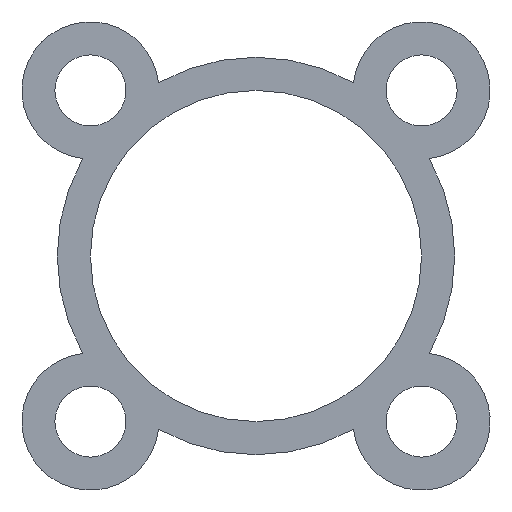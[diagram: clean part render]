
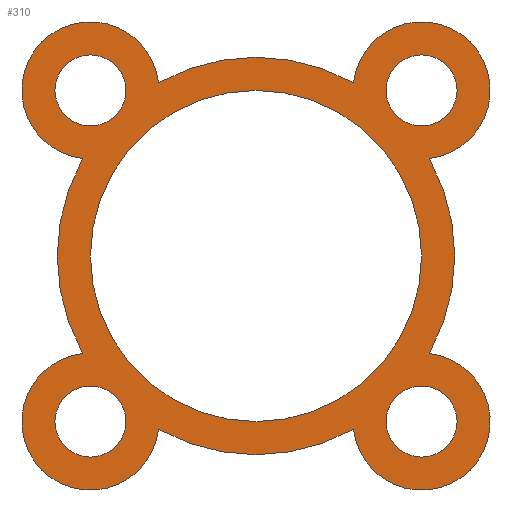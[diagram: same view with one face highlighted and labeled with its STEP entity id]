
A CAD part, front view. The second image highlights one B-rep face of the part: STEP entity #310.
In plain terms, the highlighted planar face has unit normal (0, -1, 0).
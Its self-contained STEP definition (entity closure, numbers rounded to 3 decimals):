
#30=FACE_BOUND('',#72,.T.);
#31=FACE_BOUND('',#73,.T.);
#32=FACE_BOUND('',#74,.T.);
#33=FACE_BOUND('',#75,.T.);
#34=FACE_BOUND('',#76,.T.);
#36=PLANE('',#374);
#51=FACE_OUTER_BOUND('',#71,.T.);
#71=EDGE_LOOP('',(#270,#271,#272,#273,#274,#275,#276,#277));
#72=EDGE_LOOP('',(#278));
#73=EDGE_LOOP('',(#279));
#74=EDGE_LOOP('',(#280));
#75=EDGE_LOOP('',(#281));
#76=EDGE_LOOP('',(#282));
#104=CIRCLE('',#336,1.5);
#106=CIRCLE('',#339,1.5);
#108=CIRCLE('',#342,1.5);
#110=CIRCLE('',#345,1.5);
#112=CIRCLE('',#348,7.);
#113=CIRCLE('',#350,8.399);
#115=CIRCLE('',#353,2.899);
#117=CIRCLE('',#356,8.399);
#119=CIRCLE('',#359,2.899);
#121=CIRCLE('',#362,8.399);
#123=CIRCLE('',#365,2.899);
#125=CIRCLE('',#368,8.399);
#127=CIRCLE('',#371,2.899);
#141=VERTEX_POINT('',#509);
#143=VERTEX_POINT('',#515);
#145=VERTEX_POINT('',#521);
#147=VERTEX_POINT('',#527);
#149=VERTEX_POINT('',#533);
#150=VERTEX_POINT('',#537);
#151=VERTEX_POINT('',#538);
#154=VERTEX_POINT('',#546);
#156=VERTEX_POINT('',#552);
#158=VERTEX_POINT('',#558);
#160=VERTEX_POINT('',#564);
#162=VERTEX_POINT('',#570);
#164=VERTEX_POINT('',#576);
#168=EDGE_CURVE('',#141,#141,#104,.T.);
#171=EDGE_CURVE('',#143,#143,#106,.T.);
#174=EDGE_CURVE('',#145,#145,#108,.T.);
#177=EDGE_CURVE('',#147,#147,#110,.T.);
#180=EDGE_CURVE('',#149,#149,#112,.T.);
#181=EDGE_CURVE('',#150,#151,#113,.T.);
#185=EDGE_CURVE('',#154,#150,#115,.T.);
#188=EDGE_CURVE('',#156,#154,#117,.T.);
#191=EDGE_CURVE('',#158,#156,#119,.T.);
#194=EDGE_CURVE('',#160,#158,#121,.T.);
#197=EDGE_CURVE('',#162,#160,#123,.T.);
#200=EDGE_CURVE('',#164,#162,#125,.T.);
#203=EDGE_CURVE('',#151,#164,#127,.T.);
#270=ORIENTED_EDGE('',*,*,#203,.F.);
#271=ORIENTED_EDGE('',*,*,#181,.F.);
#272=ORIENTED_EDGE('',*,*,#185,.F.);
#273=ORIENTED_EDGE('',*,*,#188,.F.);
#274=ORIENTED_EDGE('',*,*,#191,.F.);
#275=ORIENTED_EDGE('',*,*,#194,.F.);
#276=ORIENTED_EDGE('',*,*,#197,.F.);
#277=ORIENTED_EDGE('',*,*,#200,.F.);
#278=ORIENTED_EDGE('',*,*,#180,.F.);
#279=ORIENTED_EDGE('',*,*,#177,.F.);
#280=ORIENTED_EDGE('',*,*,#174,.F.);
#281=ORIENTED_EDGE('',*,*,#171,.F.);
#282=ORIENTED_EDGE('',*,*,#168,.F.);
#310=ADVANCED_FACE('',(#51,#30,#31,#32,#33,#34),#36,.F.);
#336=AXIS2_PLACEMENT_3D('',#511,#393,#394);
#339=AXIS2_PLACEMENT_3D('',#517,#400,#401);
#342=AXIS2_PLACEMENT_3D('',#523,#407,#408);
#345=AXIS2_PLACEMENT_3D('',#529,#414,#415);
#348=AXIS2_PLACEMENT_3D('',#535,#421,#422);
#350=AXIS2_PLACEMENT_3D('',#539,#425,#426);
#353=AXIS2_PLACEMENT_3D('',#547,#433,#434);
#356=AXIS2_PLACEMENT_3D('',#553,#440,#441);
#359=AXIS2_PLACEMENT_3D('',#559,#447,#448);
#362=AXIS2_PLACEMENT_3D('',#565,#454,#455);
#365=AXIS2_PLACEMENT_3D('',#571,#461,#462);
#368=AXIS2_PLACEMENT_3D('',#577,#468,#469);
#371=AXIS2_PLACEMENT_3D('',#582,#475,#476);
#374=AXIS2_PLACEMENT_3D('',#585,#481,#482);
#393=DIRECTION('center_axis',(0.,-1.,0.));
#394=DIRECTION('ref_axis',(1.,0.,0.));
#400=DIRECTION('center_axis',(0.,-1.,0.));
#401=DIRECTION('ref_axis',(1.,0.,0.));
#407=DIRECTION('center_axis',(0.,-1.,0.));
#408=DIRECTION('ref_axis',(1.,0.,0.));
#414=DIRECTION('center_axis',(0.,-1.,0.));
#415=DIRECTION('ref_axis',(1.,0.,0.));
#421=DIRECTION('center_axis',(0.,-1.,0.));
#422=DIRECTION('ref_axis',(1.,0.,0.));
#425=DIRECTION('center_axis',(0.,1.,0.));
#426=DIRECTION('ref_axis',(-1.,0.,0.));
#433=DIRECTION('center_axis',(0.,1.,0.));
#434=DIRECTION('ref_axis',(-1.,0.,0.));
#440=DIRECTION('center_axis',(0.,1.,0.));
#441=DIRECTION('ref_axis',(-1.,0.,0.));
#447=DIRECTION('center_axis',(0.,1.,0.));
#448=DIRECTION('ref_axis',(-1.,0.,0.));
#454=DIRECTION('center_axis',(0.,1.,0.));
#455=DIRECTION('ref_axis',(-1.,0.,0.));
#461=DIRECTION('center_axis',(0.,1.,0.));
#462=DIRECTION('ref_axis',(-1.,0.,0.));
#468=DIRECTION('center_axis',(0.,1.,0.));
#469=DIRECTION('ref_axis',(-1.,0.,0.));
#475=DIRECTION('center_axis',(0.,1.,0.));
#476=DIRECTION('ref_axis',(-1.,0.,0.));
#481=DIRECTION('center_axis',(0.,1.,0.));
#482=DIRECTION('ref_axis',(0.,0.,1.));
#509=CARTESIAN_POINT('',(5.37,0.,-6.798));
#511=CARTESIAN_POINT('Origin',(6.87,0.,-6.798));
#515=CARTESIAN_POINT('',(-8.63,0.,-6.798));
#517=CARTESIAN_POINT('Origin',(-7.13,0.,-6.798));
#521=CARTESIAN_POINT('',(5.37,0.,7.202));
#523=CARTESIAN_POINT('Origin',(6.87,0.,7.202));
#527=CARTESIAN_POINT('',(-8.63,0.,7.202));
#529=CARTESIAN_POINT('Origin',(-7.13,0.,7.202));
#533=CARTESIAN_POINT('',(-7.13,0.,0.202));
#535=CARTESIAN_POINT('Origin',(-0.13,0.,0.202));
#537=CARTESIAN_POINT('',(-4.248,0.,7.523));
#538=CARTESIAN_POINT('',(3.989,0.,7.523));
#539=CARTESIAN_POINT('Origin',(-0.13,0.,0.202));
#546=CARTESIAN_POINT('',(-7.45,0.,4.32));
#547=CARTESIAN_POINT('Origin',(-7.13,0.,7.202));
#552=CARTESIAN_POINT('',(-7.45,0.,-3.916));
#553=CARTESIAN_POINT('Origin',(-0.13,0.,0.202));
#558=CARTESIAN_POINT('',(-4.248,0.,-7.119));
#559=CARTESIAN_POINT('Origin',(-7.13,0.,-6.798));
#564=CARTESIAN_POINT('',(3.989,0.,-7.119));
#565=CARTESIAN_POINT('Origin',(-0.13,0.,0.202));
#570=CARTESIAN_POINT('',(7.191,0.,-3.916));
#571=CARTESIAN_POINT('Origin',(6.87,0.,-6.798));
#576=CARTESIAN_POINT('',(7.191,0.,4.32));
#577=CARTESIAN_POINT('Origin',(-0.13,0.,0.202));
#582=CARTESIAN_POINT('Origin',(6.87,0.,7.202));
#585=CARTESIAN_POINT('Origin',(-0.13,0.,0.202));
